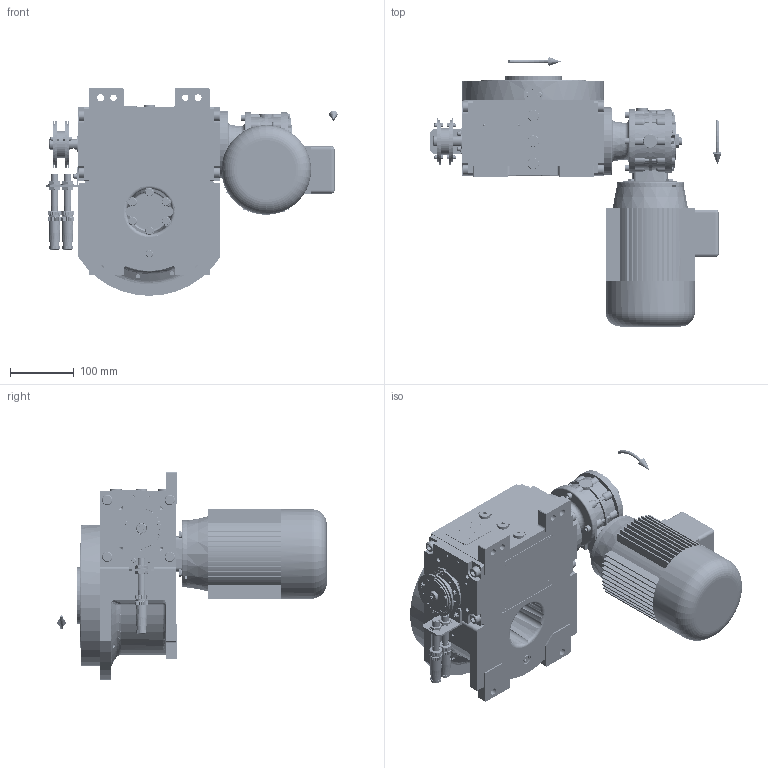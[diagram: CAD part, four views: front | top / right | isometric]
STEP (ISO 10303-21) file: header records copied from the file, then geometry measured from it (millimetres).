
FILE_DESCRIPTION (( 'STEP AP203' ), '1' );
FILE_NAME ('PC5202001.step', '2026-04-02T14:41:01', ( '' ), ( '' ), 'SwSTEP 2.0', 'SolidWorks 2020', '' );
FILE_SCHEMA (( 'CONFIG_CONTROL_DESIGN' ));
Length unit declared in the file: millimetre
Products named in the file (91): cfn2107_01_001; rig06_004_s_001; cfn2073_01_012; cfn2000_01_103; 900_38_30_003; rig06_001_a; cfn2276_01_074; rig06_007_master; CFN2223_01-570X6-B.stp; cfn2115_02_182; RMI40_F1_LCB_DX_71B14; CFN2104_02_017.stp; AS_rig06_015; 900_00_00_005; CFN2000_01_185.stp; CFN2010_02_002.stp; CFN2356_03_047.stp; AS_900_00_00_005; cfn2155_01_056; cfn2000_01_126; cfn2077_01_018; olio_agip_blasia_150; cfn2070_05_005; cfn2000_01_124; TN71A4B14; cfn2401_02_005; 900_38_10_028; rig06_016; cfn2000_01_161; cfn2003_01_054; AS_900_38_30_003; cfn2115_02_165; cfn2128_04_004; rig06_004; cfn2151_01_090; cfn2476_01_002_60x46; RIG06_021_AF0.stp; cfn2400_04_024; RIG06_005_ASM.stp; AS_cfn2476_01_002_60x46 ...
Assembly tree (88 placements, depth 5):
  cfn2276_01_074
  rig06_007_master
  CFN2223_01-570X6-B.stp
  CFN2356_03_047.stp
  cfn2077_01_018
Bounding box: 455.5 x 421.5 x 325 mm (x, y, z)
Volume: 5997354.6 mm3; surface area: 1197015.7 mm2
Topology: 76 solids, 76 shells, 6086 faces, 15545 edges, 9877 vertices
Faces by surface type: plane 2906, cylinder 2078, cone 904, torus 165, bspline 23, sphere 10
Entity records: 171001 total; most frequent: CARTESIAN_POINT 42220, DIRECTION 25166, ORIENTED_EDGE 24726, EDGE_CURVE 12363, AXIS2_PLACEMENT_3D 9181, VERTEX_POINT 7931, LINE 6804, VECTOR 6804
